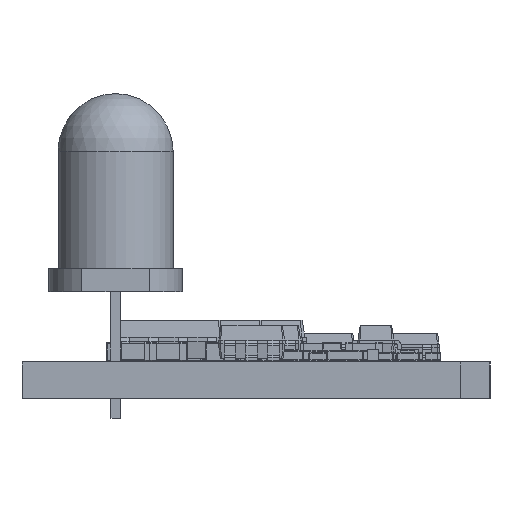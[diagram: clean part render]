
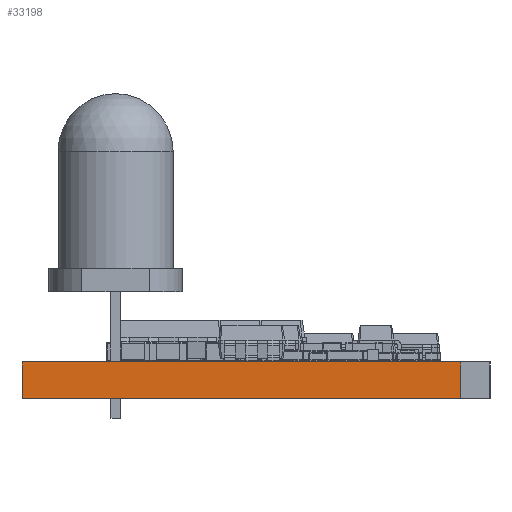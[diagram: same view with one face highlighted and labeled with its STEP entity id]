
A CAD part, left-side view. The second image highlights one B-rep face of the part: STEP entity #33198.
In plain terms, the highlighted planar face has unit normal (-1, 0, 0).
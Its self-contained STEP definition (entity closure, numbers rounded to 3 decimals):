
#33198 = ADVANCED_FACE('',(#33199),#33213,.T.);
#33199 = FACE_BOUND('',#33200,.T.);
#33200 = EDGE_LOOP('',(#33201,#33236,#33264,#33292));
#33201 = ORIENTED_EDGE('',*,*,#33202,.T.);
#33202 = EDGE_CURVE('',#33203,#33205,#33207,.T.);
#33203 = VERTEX_POINT('',#33204);
#33204 = CARTESIAN_POINT('',(50.8,-82.55,0.));
#33205 = VERTEX_POINT('',#33206);
#33206 = CARTESIAN_POINT('',(50.8,-82.55,1.6));
#33207 = SURFACE_CURVE('',#33208,(#33212,#33224),.PCURVE_S1.);
#33208 = LINE('',#33209,#33210);
#33209 = CARTESIAN_POINT('',(50.8,-82.55,0.));
#33210 = VECTOR('',#33211,1.);
#33211 = DIRECTION('',(0.,0.,1.));
#33212 = PCURVE('',#33213,#33218);
#33213 = PLANE('',#33214);
#33214 = AXIS2_PLACEMENT_3D('',#33215,#33216,#33217);
#33215 = CARTESIAN_POINT('',(50.8,-82.55,0.));
#33216 = DIRECTION('',(-1.,0.,0.));
#33217 = DIRECTION('',(0.,1.,0.));
#33218 = DEFINITIONAL_REPRESENTATION('',(#33219),#33223);
#33219 = LINE('',#33220,#33221);
#33220 = CARTESIAN_POINT('',(0.,0.));
#33221 = VECTOR('',#33222,1.);
#33222 = DIRECTION('',(0.,-1.));
#33223 = ( GEOMETRIC_REPRESENTATION_CONTEXT(2) 
PARAMETRIC_REPRESENTATION_CONTEXT() REPRESENTATION_CONTEXT('2D SPACE',''
  ) );
#33224 = PCURVE('',#33225,#33230);
#33225 = PLANE('',#33226);
#33226 = AXIS2_PLACEMENT_3D('',#33227,#33228,#33229);
#33227 = CARTESIAN_POINT('',(50.8,-83.82,0.));
#33228 = DIRECTION('',(-1.,0.,0.));
#33229 = DIRECTION('',(0.,1.,0.));
#33230 = DEFINITIONAL_REPRESENTATION('',(#33231),#33235);
#33231 = LINE('',#33232,#33233);
#33232 = CARTESIAN_POINT('',(1.27,0.));
#33233 = VECTOR('',#33234,1.);
#33234 = DIRECTION('',(0.,-1.));
#33235 = ( GEOMETRIC_REPRESENTATION_CONTEXT(2) 
PARAMETRIC_REPRESENTATION_CONTEXT() REPRESENTATION_CONTEXT('2D SPACE',''
  ) );
#33236 = ORIENTED_EDGE('',*,*,#33237,.T.);
#33237 = EDGE_CURVE('',#33205,#33238,#33240,.T.);
#33238 = VERTEX_POINT('',#33239);
#33239 = CARTESIAN_POINT('',(50.8,-63.5,1.6));
#33240 = SURFACE_CURVE('',#33241,(#33245,#33252),.PCURVE_S1.);
#33241 = LINE('',#33242,#33243);
#33242 = CARTESIAN_POINT('',(50.8,-82.55,1.6));
#33243 = VECTOR('',#33244,1.);
#33244 = DIRECTION('',(0.,1.,0.));
#33245 = PCURVE('',#33213,#33246);
#33246 = DEFINITIONAL_REPRESENTATION('',(#33247),#33251);
#33247 = LINE('',#33248,#33249);
#33248 = CARTESIAN_POINT('',(0.,-1.6));
#33249 = VECTOR('',#33250,1.);
#33250 = DIRECTION('',(1.,0.));
#33251 = ( GEOMETRIC_REPRESENTATION_CONTEXT(2) 
PARAMETRIC_REPRESENTATION_CONTEXT() REPRESENTATION_CONTEXT('2D SPACE',''
  ) );
#33252 = PCURVE('',#33253,#33258);
#33253 = PLANE('',#33254);
#33254 = AXIS2_PLACEMENT_3D('',#33255,#33256,#33257);
#33255 = CARTESIAN_POINT('',(96.076,-73.66,1.6));
#33256 = DIRECTION('',(0.,0.,-1.));
#33257 = DIRECTION('',(-1.,0.,0.));
#33258 = DEFINITIONAL_REPRESENTATION('',(#33259),#33263);
#33259 = LINE('',#33260,#33261);
#33260 = CARTESIAN_POINT('',(45.276,-8.89));
#33261 = VECTOR('',#33262,1.);
#33262 = DIRECTION('',(0.,1.));
#33263 = ( GEOMETRIC_REPRESENTATION_CONTEXT(2) 
PARAMETRIC_REPRESENTATION_CONTEXT() REPRESENTATION_CONTEXT('2D SPACE',''
  ) );
#33264 = ORIENTED_EDGE('',*,*,#33265,.F.);
#33265 = EDGE_CURVE('',#33266,#33238,#33268,.T.);
#33266 = VERTEX_POINT('',#33267);
#33267 = CARTESIAN_POINT('',(50.8,-63.5,0.));
#33268 = SURFACE_CURVE('',#33269,(#33273,#33280),.PCURVE_S1.);
#33269 = LINE('',#33270,#33271);
#33270 = CARTESIAN_POINT('',(50.8,-63.5,0.));
#33271 = VECTOR('',#33272,1.);
#33272 = DIRECTION('',(0.,0.,1.));
#33273 = PCURVE('',#33213,#33274);
#33274 = DEFINITIONAL_REPRESENTATION('',(#33275),#33279);
#33275 = LINE('',#33276,#33277);
#33276 = CARTESIAN_POINT('',(19.05,0.));
#33277 = VECTOR('',#33278,1.);
#33278 = DIRECTION('',(0.,-1.));
#33279 = ( GEOMETRIC_REPRESENTATION_CONTEXT(2) 
PARAMETRIC_REPRESENTATION_CONTEXT() REPRESENTATION_CONTEXT('2D SPACE',''
  ) );
#33280 = PCURVE('',#33281,#33286);
#33281 = PLANE('',#33282);
#33282 = AXIS2_PLACEMENT_3D('',#33283,#33284,#33285);
#33283 = CARTESIAN_POINT('',(50.8,-63.5,0.));
#33284 = DIRECTION('',(0.,1.,0.));
#33285 = DIRECTION('',(1.,0.,0.));
#33286 = DEFINITIONAL_REPRESENTATION('',(#33287),#33291);
#33287 = LINE('',#33288,#33289);
#33288 = CARTESIAN_POINT('',(0.,0.));
#33289 = VECTOR('',#33290,1.);
#33290 = DIRECTION('',(0.,-1.));
#33291 = ( GEOMETRIC_REPRESENTATION_CONTEXT(2) 
PARAMETRIC_REPRESENTATION_CONTEXT() REPRESENTATION_CONTEXT('2D SPACE',''
  ) );
#33292 = ORIENTED_EDGE('',*,*,#33293,.F.);
#33293 = EDGE_CURVE('',#33203,#33266,#33294,.T.);
#33294 = SURFACE_CURVE('',#33295,(#33299,#33306),.PCURVE_S1.);
#33295 = LINE('',#33296,#33297);
#33296 = CARTESIAN_POINT('',(50.8,-82.55,0.));
#33297 = VECTOR('',#33298,1.);
#33298 = DIRECTION('',(0.,1.,0.));
#33299 = PCURVE('',#33213,#33300);
#33300 = DEFINITIONAL_REPRESENTATION('',(#33301),#33305);
#33301 = LINE('',#33302,#33303);
#33302 = CARTESIAN_POINT('',(0.,0.));
#33303 = VECTOR('',#33304,1.);
#33304 = DIRECTION('',(1.,0.));
#33305 = ( GEOMETRIC_REPRESENTATION_CONTEXT(2) 
PARAMETRIC_REPRESENTATION_CONTEXT() REPRESENTATION_CONTEXT('2D SPACE',''
  ) );
#33306 = PCURVE('',#33307,#33312);
#33307 = PLANE('',#33308);
#33308 = AXIS2_PLACEMENT_3D('',#33309,#33310,#33311);
#33309 = CARTESIAN_POINT('',(96.076,-73.66,0.));
#33310 = DIRECTION('',(0.,0.,-1.));
#33311 = DIRECTION('',(-1.,0.,0.));
#33312 = DEFINITIONAL_REPRESENTATION('',(#33313),#33317);
#33313 = LINE('',#33314,#33315);
#33314 = CARTESIAN_POINT('',(45.276,-8.89));
#33315 = VECTOR('',#33316,1.);
#33316 = DIRECTION('',(0.,1.));
#33317 = ( GEOMETRIC_REPRESENTATION_CONTEXT(2) 
PARAMETRIC_REPRESENTATION_CONTEXT() REPRESENTATION_CONTEXT('2D SPACE',''
  ) );
